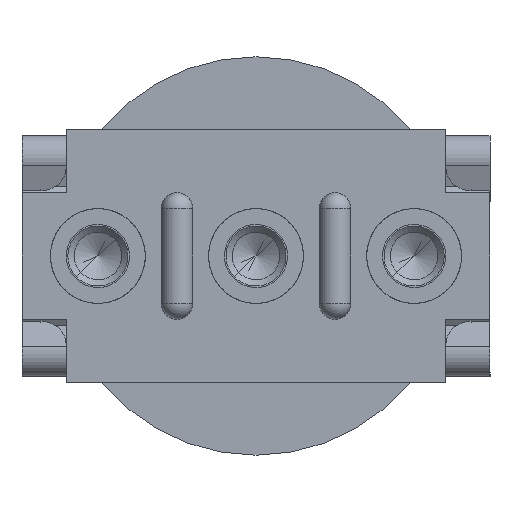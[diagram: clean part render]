
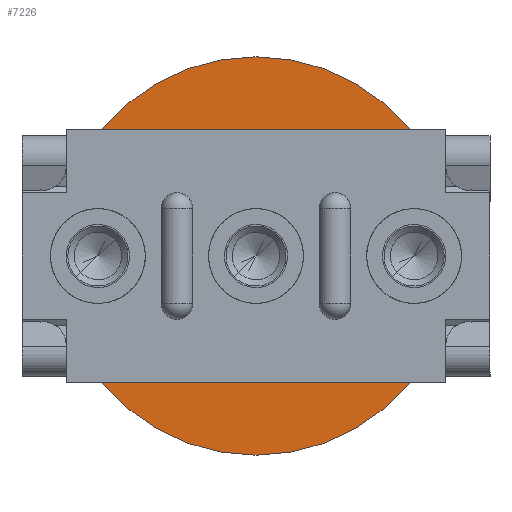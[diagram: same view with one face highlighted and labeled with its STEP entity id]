
A CAD part, front view. The second image highlights one B-rep face of the part: STEP entity #7226.
In plain terms, the highlighted planar face has unit normal (0, -1, 0).
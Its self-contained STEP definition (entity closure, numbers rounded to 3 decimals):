
#12 = CARTESIAN_POINT ( 'NONE',  ( 0., 0., 6.3 ) ) ;
#130 = DIRECTION ( 'NONE',  ( 0., 1., 0. ) ) ;
#211 = FACE_OUTER_BOUND ( 'NONE', #2727, .T. ) ;
#478 = DIRECTION ( 'NONE',  ( 0., 0., 1. ) ) ;
#760 = DIRECTION ( 'NONE',  ( 0., 0., 1. ) ) ;
#967 = AXIS2_PLACEMENT_3D ( 'NONE', #6151, #130, #760 ) ;
#1391 = DIRECTION ( 'NONE',  ( 0., 0., 1. ) ) ;
#1849 = EDGE_CURVE ( 'NONE', #3230, #3456, #6653, .T. ) ;
#1958 = PLANE ( 'NONE',  #967 ) ;
#2019 = DIRECTION ( 'NONE',  ( 0., 1., 0. ) ) ;
#2251 = CARTESIAN_POINT ( 'NONE',  ( 0., 0., 0. ) ) ;
#2353 = EDGE_CURVE ( 'NONE', #3456, #3230, #6860, .T. ) ;
#2727 = EDGE_LOOP ( 'NONE', ( #4033, #4920 ) ) ;
#2976 = AXIS2_PLACEMENT_3D ( 'NONE', #7463, #2019, #1391 ) ;
#3230 = VERTEX_POINT ( 'NONE', #12 ) ;
#3456 = VERTEX_POINT ( 'NONE', #3459 ) ;
#3459 = CARTESIAN_POINT ( 'NONE',  ( 0., 0., -6.3 ) ) ;
#4033 = ORIENTED_EDGE ( 'NONE', *, *, #1849, .F. ) ;
#4114 = DIRECTION ( 'NONE',  ( 0., 1., 0. ) ) ;
#4920 = ORIENTED_EDGE ( 'NONE', *, *, #2353, .F. ) ;
#6151 = CARTESIAN_POINT ( 'NONE',  ( 6.3, 0., 0. ) ) ;
#6653 = CIRCLE ( 'NONE', #7634, 6.3 ) ;
#6860 = CIRCLE ( 'NONE', #2976, 6.3 ) ;
#7226 = ADVANCED_FACE ( 'NONE', ( #211 ), #1958, .F. ) ;
#7463 = CARTESIAN_POINT ( 'NONE',  ( 0., 0., 0. ) ) ;
#7634 = AXIS2_PLACEMENT_3D ( 'NONE', #2251, #4114, #478 ) ;
